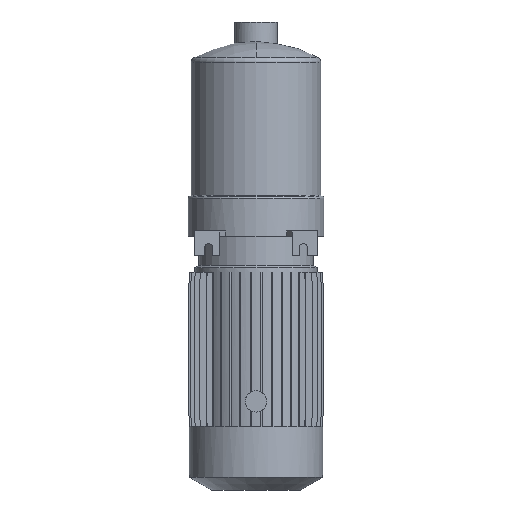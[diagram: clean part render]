
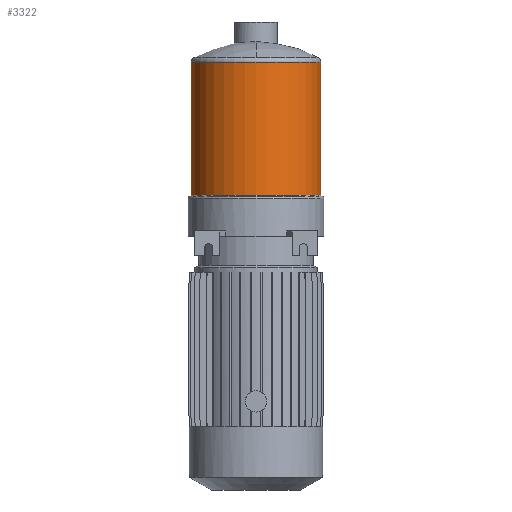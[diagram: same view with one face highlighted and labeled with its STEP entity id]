
A CAD part, front view. The second image highlights one B-rep face of the part: STEP entity #3322.
In plain terms, the highlighted cylindrical face has radius 76.5 mm (diameter 153 mm), a partial arc.
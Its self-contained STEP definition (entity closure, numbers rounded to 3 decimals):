
#32 = LINE ( 'NONE', #894, #9475 ) ;
#68 = AXIS2_PLACEMENT_3D ( 'NONE', #660, #10961, #5884 ) ;
#464 = CIRCLE ( 'NONE', #68, 76.5 ) ;
#660 = CARTESIAN_POINT ( 'NONE',  ( 0., 0., 130.562 ) ) ;
#894 = CARTESIAN_POINT ( 'NONE',  ( 76.5, 0., 178. ) ) ;
#1105 = FACE_OUTER_BOUND ( 'NONE', #8950, .T. ) ;
#1650 = VERTEX_POINT ( 'NONE', #9124 ) ;
#1881 = EDGE_CURVE ( 'NONE', #8406, #2512, #464, .T. ) ;
#2512 = VERTEX_POINT ( 'NONE', #7692 ) ;
#2614 = DIRECTION ( 'NONE',  ( 0., 0., 1. ) ) ;
#2965 = EDGE_CURVE ( 'NONE', #9665, #1650, #10394, .T. ) ;
#3066 = CARTESIAN_POINT ( 'NONE',  ( -76.5, 0., -26.5 ) ) ;
#3190 = ORIENTED_EDGE ( 'NONE', *, *, #10938, .F. ) ;
#3322 = ADVANCED_FACE ( 'NONE', ( #1105 ), #10771, .T. ) ;
#3482 = CARTESIAN_POINT ( 'NONE',  ( 76.5, 0., 130.562 ) ) ;
#3487 = ORIENTED_EDGE ( 'NONE', *, *, #1881, .T. ) ;
#3581 = LINE ( 'NONE', #5420, #5889 ) ;
#5420 = CARTESIAN_POINT ( 'NONE',  ( -76.5, 0., 178. ) ) ;
#5464 = ORIENTED_EDGE ( 'NONE', *, *, #5992, .T. ) ;
#5884 = DIRECTION ( 'NONE',  ( -1., 0., 0. ) ) ;
#5889 = VECTOR ( 'NONE', #8935, 1000. ) ;
#5992 = EDGE_CURVE ( 'NONE', #1650, #8406, #32, .T. ) ;
#7472 = AXIS2_PLACEMENT_3D ( 'NONE', #9718, #8984, #9045 ) ;
#7692 = CARTESIAN_POINT ( 'NONE',  ( -76.5, 0., 130.562 ) ) ;
#8406 = VERTEX_POINT ( 'NONE', #3482 ) ;
#8935 = DIRECTION ( 'NONE',  ( 0., 0., 1. ) ) ;
#8950 = EDGE_LOOP ( 'NONE', ( #3190, #10675, #5464, #3487 ) ) ;
#8984 = DIRECTION ( 'NONE',  ( 0., 0., 1. ) ) ;
#9045 = DIRECTION ( 'NONE',  ( 1., 0., 0. ) ) ;
#9124 = CARTESIAN_POINT ( 'NONE',  ( 76.5, 0., -26.5 ) ) ;
#9475 = VECTOR ( 'NONE', #2614, 1000. ) ;
#9665 = VERTEX_POINT ( 'NONE', #3066 ) ;
#9718 = CARTESIAN_POINT ( 'NONE',  ( 0., 0., 178. ) ) ;
#9841 = AXIS2_PLACEMENT_3D ( 'NONE', #11138, #11300, #10431 ) ;
#10394 = CIRCLE ( 'NONE', #9841, 76.5 ) ;
#10431 = DIRECTION ( 'NONE',  ( 1., 0., 0. ) ) ;
#10675 = ORIENTED_EDGE ( 'NONE', *, *, #2965, .T. ) ;
#10771 = CYLINDRICAL_SURFACE ( 'NONE', #7472, 76.5 ) ;
#10938 = EDGE_CURVE ( 'NONE', #9665, #2512, #3581, .T. ) ;
#10961 = DIRECTION ( 'NONE',  ( 0., 0., -1. ) ) ;
#11138 = CARTESIAN_POINT ( 'NONE',  ( 0., 0., -26.5 ) ) ;
#11300 = DIRECTION ( 'NONE',  ( 0., 0., 1. ) ) ;
